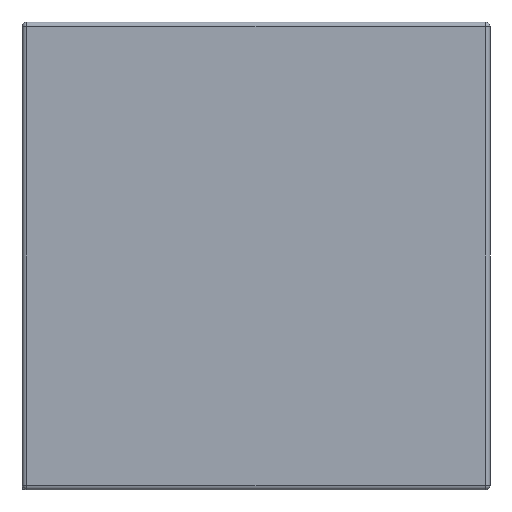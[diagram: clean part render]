
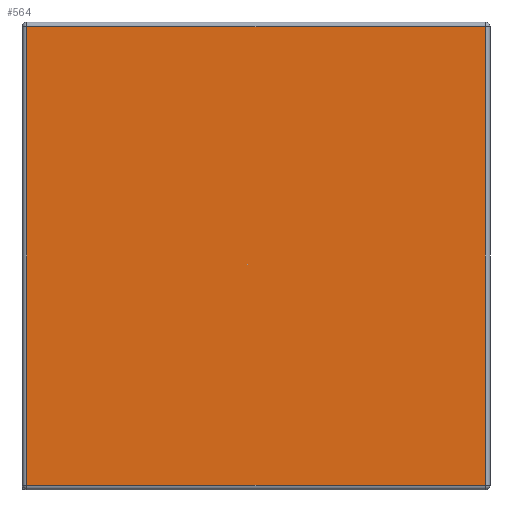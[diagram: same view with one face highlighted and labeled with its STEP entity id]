
A CAD part, front view. The second image highlights one B-rep face of the part: STEP entity #564.
In plain terms, the highlighted planar face has unit normal (0, -1, 0).
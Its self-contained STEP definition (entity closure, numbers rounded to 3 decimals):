
#20=PLANE('',#632);
#36=LINE('',#892,#87);
#40=LINE('',#901,#91);
#45=LINE('',#911,#96);
#47=LINE('',#914,#98);
#87=VECTOR('',#711,10.);
#91=VECTOR('',#721,10.);
#96=VECTOR('',#732,10.);
#98=VECTOR('',#736,10.);
#165=FACE_OUTER_BOUND('',#203,.T.);
#203=EDGE_LOOP('',(#435,#436,#437,#438));
#259=VERTEX_POINT('',#861);
#261=VERTEX_POINT('',#866);
#265=VERTEX_POINT('',#878);
#268=VERTEX_POINT('',#885);
#318=EDGE_CURVE('',#268,#261,#36,.T.);
#323=EDGE_CURVE('',#265,#268,#40,.T.);
#329=EDGE_CURVE('',#259,#265,#45,.T.);
#331=EDGE_CURVE('',#261,#259,#47,.T.);
#435=ORIENTED_EDGE('',*,*,#318,.F.);
#436=ORIENTED_EDGE('',*,*,#323,.F.);
#437=ORIENTED_EDGE('',*,*,#329,.F.);
#438=ORIENTED_EDGE('',*,*,#331,.F.);
#564=ADVANCED_FACE('',(#165),#20,.T.);
#632=AXIS2_PLACEMENT_3D('',#925,#749,#750);
#711=DIRECTION('',(-1.,0.,0.));
#721=DIRECTION('',(0.,0.,-1.));
#732=DIRECTION('',(1.,0.,0.));
#736=DIRECTION('',(0.,0.,1.));
#749=DIRECTION('center_axis',(0.,-1.,0.));
#750=DIRECTION('ref_axis',(1.,0.,0.));
#861=CARTESIAN_POINT('',(-1085.,-1285.,1369.));
#866=CARTESIAN_POINT('',(-1085.,-1285.,879.));
#878=CARTESIAN_POINT('',(-595.,-1285.,1369.));
#885=CARTESIAN_POINT('',(-595.,-1285.,879.));
#892=CARTESIAN_POINT('',(-965.,-1285.,879.));
#901=CARTESIAN_POINT('',(-595.,-1285.,874.));
#911=CARTESIAN_POINT('',(-965.,-1285.,1369.));
#914=CARTESIAN_POINT('',(-1085.,-1285.,874.));
#925=CARTESIAN_POINT('Origin',(-1090.,-1285.,874.));
